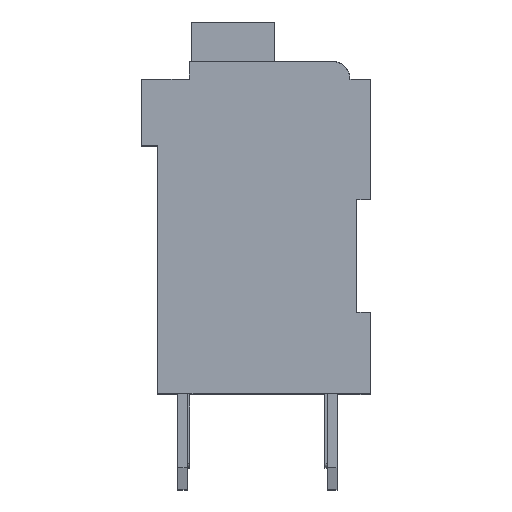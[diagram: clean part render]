
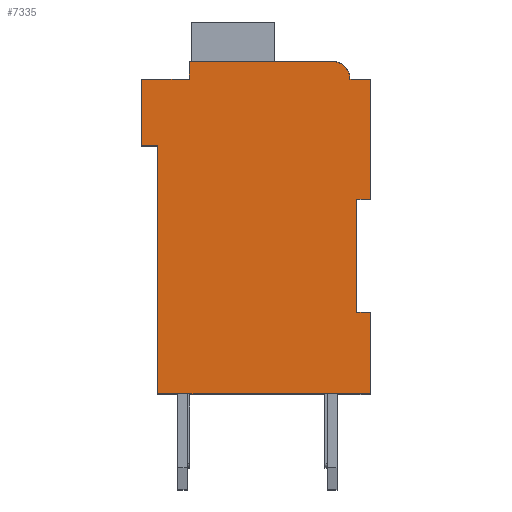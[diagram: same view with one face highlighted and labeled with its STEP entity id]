
A CAD part, top view. The second image highlights one B-rep face of the part: STEP entity #7335.
In plain terms, the highlighted planar face has unit normal (0, 0, 1).
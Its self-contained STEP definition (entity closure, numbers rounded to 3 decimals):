
#922=DIRECTION('',(1.,0.,0.));
#923=VECTOR('',#922,0.5);
#924=CARTESIAN_POINT('',(7.3,7.15,2.1));
#925=LINE('',#924,#923);
#926=DIRECTION('',(0.,1.,0.));
#927=VECTOR('',#926,4.15);
#928=CARTESIAN_POINT('',(7.3,3.,2.1));
#929=LINE('',#928,#927);
#930=DIRECTION('',(-1.,0.,0.));
#931=VECTOR('',#930,0.5);
#932=CARTESIAN_POINT('',(7.8,3.,2.1));
#933=LINE('',#932,#931);
#934=DIRECTION('',(0.,1.,0.));
#935=VECTOR('',#934,3.);
#936=CARTESIAN_POINT('',(7.8,0.,2.1));
#937=LINE('',#936,#935);
#938=DIRECTION('',(1.,0.,0.));
#939=VECTOR('',#938,7.8);
#940=CARTESIAN_POINT('',(0.,0.,2.1));
#941=LINE('',#940,#939);
#942=DIRECTION('',(0.,-1.,0.));
#943=VECTOR('',#942,9.1);
#944=CARTESIAN_POINT('',(0.,9.1,2.1));
#945=LINE('',#944,#943);
#946=DIRECTION('',(1.,0.,0.));
#947=VECTOR('',#946,0.6);
#948=CARTESIAN_POINT('',(-0.6,9.1,2.1));
#949=LINE('',#948,#947);
#950=DIRECTION('',(0.,-1.,0.));
#951=VECTOR('',#950,2.45);
#952=CARTESIAN_POINT('',(-0.6,11.55,2.1));
#953=LINE('',#952,#951);
#954=DIRECTION('',(-1.,0.,0.));
#955=VECTOR('',#954,1.75);
#956=CARTESIAN_POINT('',(1.15,11.55,2.1));
#957=LINE('',#956,#955);
#958=DIRECTION('',(0.,-1.,0.));
#959=VECTOR('',#958,0.65);
#960=CARTESIAN_POINT('',(1.15,12.2,2.1));
#961=LINE('',#960,#959);
#962=DIRECTION('',(-1.,0.,0.));
#963=VECTOR('',#962,5.25);
#964=CARTESIAN_POINT('',(6.4,12.2,2.1));
#965=LINE('',#964,#963);
#966=CARTESIAN_POINT('',(6.4,11.55,2.1));
#967=DIRECTION('',(0.,0.,1.));
#968=DIRECTION('',(1.,0.,0.));
#969=AXIS2_PLACEMENT_3D('',#966,#967,#968);
#971=DIRECTION('',(-1.,0.,0.));
#972=VECTOR('',#971,0.75);
#973=CARTESIAN_POINT('',(7.8,11.55,2.1));
#974=LINE('',#973,#972);
#975=DIRECTION('',(0.,1.,0.));
#976=VECTOR('',#975,4.4);
#977=CARTESIAN_POINT('',(7.8,7.15,2.1));
#978=LINE('',#977,#976);
#4821=CARTESIAN_POINT('',(7.3,7.15,2.1));
#4822=CARTESIAN_POINT('',(7.8,7.15,2.1));
#4823=VERTEX_POINT('',#4821);
#4824=VERTEX_POINT('',#4822);
#4825=CARTESIAN_POINT('',(7.8,11.55,2.1));
#4826=VERTEX_POINT('',#4825);
#4827=CARTESIAN_POINT('',(7.05,11.55,2.1));
#4828=VERTEX_POINT('',#4827);
#4829=CARTESIAN_POINT('',(6.4,12.2,2.1));
#4830=VERTEX_POINT('',#4829);
#4831=CARTESIAN_POINT('',(1.15,12.2,2.1));
#4832=VERTEX_POINT('',#4831);
#4833=CARTESIAN_POINT('',(1.15,11.55,2.1));
#4834=VERTEX_POINT('',#4833);
#4835=CARTESIAN_POINT('',(-0.6,11.55,2.1));
#4836=VERTEX_POINT('',#4835);
#4837=CARTESIAN_POINT('',(-0.6,9.1,2.1));
#4838=VERTEX_POINT('',#4837);
#4839=CARTESIAN_POINT('',(0.,9.1,2.1));
#4840=VERTEX_POINT('',#4839);
#4841=CARTESIAN_POINT('',(0.,0.,2.1));
#4842=VERTEX_POINT('',#4841);
#4843=CARTESIAN_POINT('',(7.8,0.,2.1));
#4844=VERTEX_POINT('',#4843);
#4845=CARTESIAN_POINT('',(7.8,3.,2.1));
#4846=VERTEX_POINT('',#4845);
#4847=CARTESIAN_POINT('',(7.3,3.,2.1));
#4848=VERTEX_POINT('',#4847);
#7305=CARTESIAN_POINT('',(0.,0.,2.1));
#7306=DIRECTION('',(0.,0.,1.));
#7307=DIRECTION('',(1.,0.,0.));
#7308=AXIS2_PLACEMENT_3D('',#7305,#7306,#7307);
#7309=PLANE('',#7308);
#7310=ORIENTED_EDGE('',*,*,#6334,.F.);
#7311=ORIENTED_EDGE('',*,*,#6612,.F.);
#7313=ORIENTED_EDGE('',*,*,#7312,.F.);
#7315=ORIENTED_EDGE('',*,*,#7314,.F.);
#7316=ORIENTED_EDGE('',*,*,#6777,.F.);
#7317=ORIENTED_EDGE('',*,*,#6726,.F.);
#7319=ORIENTED_EDGE('',*,*,#7318,.F.);
#7321=ORIENTED_EDGE('',*,*,#7320,.F.);
#7323=ORIENTED_EDGE('',*,*,#7322,.F.);
#7325=ORIENTED_EDGE('',*,*,#7324,.F.);
#7327=ORIENTED_EDGE('',*,*,#7326,.F.);
#7329=ORIENTED_EDGE('',*,*,#7328,.F.);
#7331=ORIENTED_EDGE('',*,*,#7330,.F.);
#7332=ORIENTED_EDGE('',*,*,#6488,.F.);
#7333=EDGE_LOOP('',(#7310,#7311,#7313,#7315,#7316,#7317,#7319,#7321,#7323,#7325,
#7327,#7329,#7331,#7332));
#7334=FACE_OUTER_BOUND('',#7333,.F.);
#970=CIRCLE('',#969,0.65);
#6334=EDGE_CURVE('',#4823,#4824,#925,.T.);
#6488=EDGE_CURVE('',#4824,#4826,#978,.T.);
#6612=EDGE_CURVE('',#4848,#4823,#929,.T.);
#6726=EDGE_CURVE('',#4840,#4842,#945,.T.);
#6777=EDGE_CURVE('',#4842,#4844,#941,.T.);
#7312=EDGE_CURVE('',#4846,#4848,#933,.T.);
#7314=EDGE_CURVE('',#4844,#4846,#937,.T.);
#7318=EDGE_CURVE('',#4838,#4840,#949,.T.);
#7320=EDGE_CURVE('',#4836,#4838,#953,.T.);
#7322=EDGE_CURVE('',#4834,#4836,#957,.T.);
#7324=EDGE_CURVE('',#4832,#4834,#961,.T.);
#7326=EDGE_CURVE('',#4830,#4832,#965,.T.);
#7328=EDGE_CURVE('',#4828,#4830,#970,.T.);
#7330=EDGE_CURVE('',#4826,#4828,#974,.T.);
#7335=ADVANCED_FACE('',(#7334),#7309,.T.);
